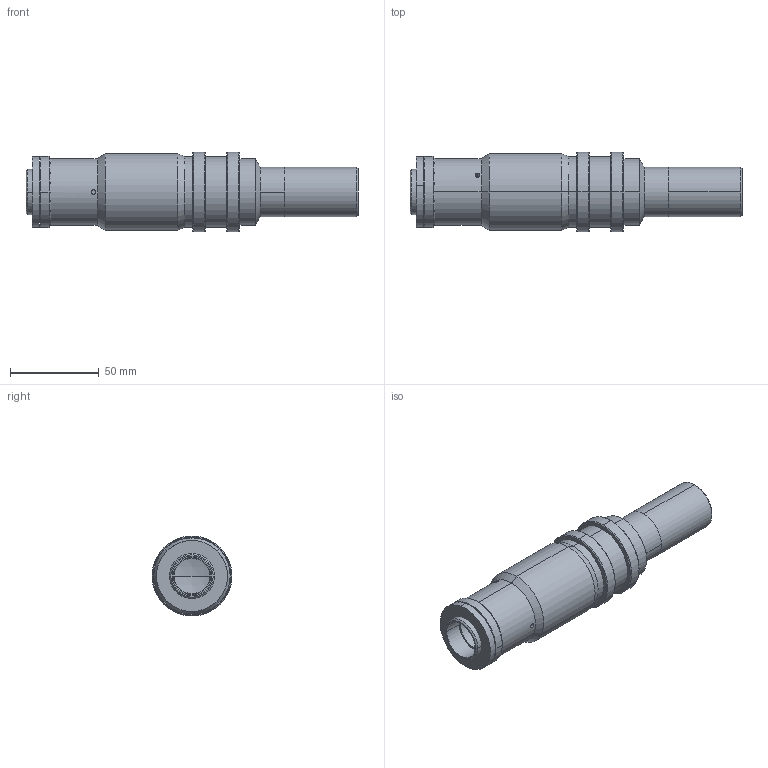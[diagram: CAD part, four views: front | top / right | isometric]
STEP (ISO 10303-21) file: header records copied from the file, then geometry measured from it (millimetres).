
FILE_DESCRIPTION (( 'STEP AP214' ), '1' );
FILE_NAME ('4M07_C.STEP', '2013-05-10T15:38:06', ( 'Work' ), ( '' ), 'SwSTEP 2.0', 'SolidWorks 2013', '' );
FILE_SCHEMA (( 'AUTOMOTIVE_DESIGN' ));
Length unit declared in the file: millimetre
Products named in the file (1): 4M07_C
Bounding box: 187.01 x 45 x 45 mm (x, y, z)
Surface area: 35058 mm2 (no closed solid volume)
Topology: 0 solids, 11 shells, 95 faces, 238 edges, 159 vertices
Faces by surface type: cylinder 46, cone 24, plane 23, sphere 2
Entity records: 4214 total; most frequent: CARTESIAN_POINT 791, DIRECTION 550, ORIENTED_EDGE 408, EDGE_CURVE 238, AXIS2_PLACEMENT_3D 232, VERTEX_POINT 159, CIRCLE 136, EDGE_LOOP 120
